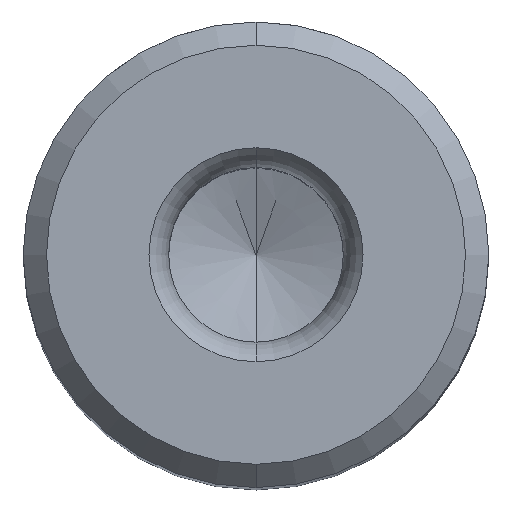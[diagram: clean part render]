
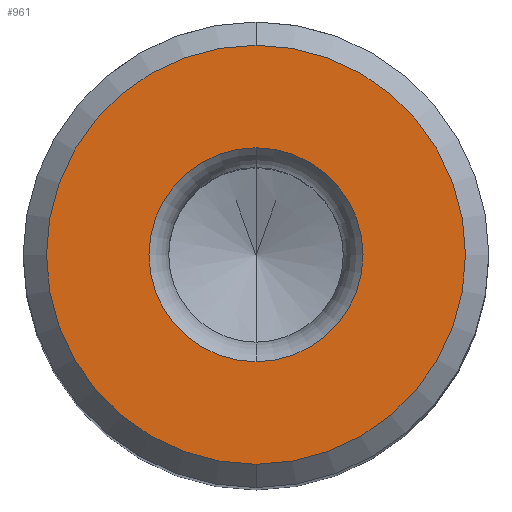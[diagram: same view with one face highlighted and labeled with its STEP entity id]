
A CAD part, top view. The second image highlights one B-rep face of the part: STEP entity #961.
In plain terms, the highlighted face is planar.
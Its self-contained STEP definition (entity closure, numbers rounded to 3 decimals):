
#383=CARTESIAN_POINT('',(0.,0.,0.));
#384=DIRECTION('',(0.,0.,-1.));
#385=DIRECTION('',(0.,1.,0.));
#386=AXIS2_PLACEMENT_3D('',#383,#384,#385);
#406=CARTESIAN_POINT('',(0.,0.,0.));
#407=DIRECTION('',(0.,0.,1.));
#408=DIRECTION('',(0.,1.,0.));
#409=AXIS2_PLACEMENT_3D('',#406,#407,#408);
#421=CARTESIAN_POINT('',(0.,0.,0.));
#422=DIRECTION('',(0.,0.,-1.));
#423=DIRECTION('',(0.,1.,0.));
#424=AXIS2_PLACEMENT_3D('',#421,#422,#423);
#429=CARTESIAN_POINT('',(0.,0.,0.));
#430=DIRECTION('',(0.,0.,-1.));
#431=DIRECTION('',(0.,-1.,0.));
#432=AXIS2_PLACEMENT_3D('',#429,#430,#431);
#521=CARTESIAN_POINT('',(0.,7.2,0.));
#522=CARTESIAN_POINT('',(0.,-7.2,0.));
#523=VERTEX_POINT('',#521);
#524=VERTEX_POINT('',#522);
#575=CARTESIAN_POINT('',(0.,3.677,0.));
#576=CARTESIAN_POINT('',(0.,-3.677,0.));
#577=VERTEX_POINT('',#575);
#578=VERTEX_POINT('',#576);
#946=CARTESIAN_POINT('',(0.,0.,0.));
#947=DIRECTION('',(0.,0.,-1.));
#948=DIRECTION('',(0.,-1.,0.));
#949=AXIS2_PLACEMENT_3D('',#946,#947,#948);
#950=PLANE('',#949);
#951=ORIENTED_EDGE('',*,*,#940,.T.);
#952=ORIENTED_EDGE('',*,*,#926,.F.);
#953=EDGE_LOOP('',(#951,#952));
#954=FACE_OUTER_BOUND('',#953,.F.);
#956=ORIENTED_EDGE('',*,*,#955,.T.);
#958=ORIENTED_EDGE('',*,*,#957,.T.);
#959=EDGE_LOOP('',(#956,#958));
#960=FACE_BOUND('',#959,.F.);
#387=CIRCLE('',#386,7.2);
#410=CIRCLE('',#409,7.2);
#425=CIRCLE('',#424,3.677);
#433=CIRCLE('',#432,3.677);
#926=EDGE_CURVE('',#523,#524,#387,.T.);
#940=EDGE_CURVE('',#523,#524,#410,.T.);
#955=EDGE_CURVE('',#577,#578,#425,.T.);
#957=EDGE_CURVE('',#578,#577,#433,.T.);
#961=ADVANCED_FACE('',(#954,#960),#950,.T.);
